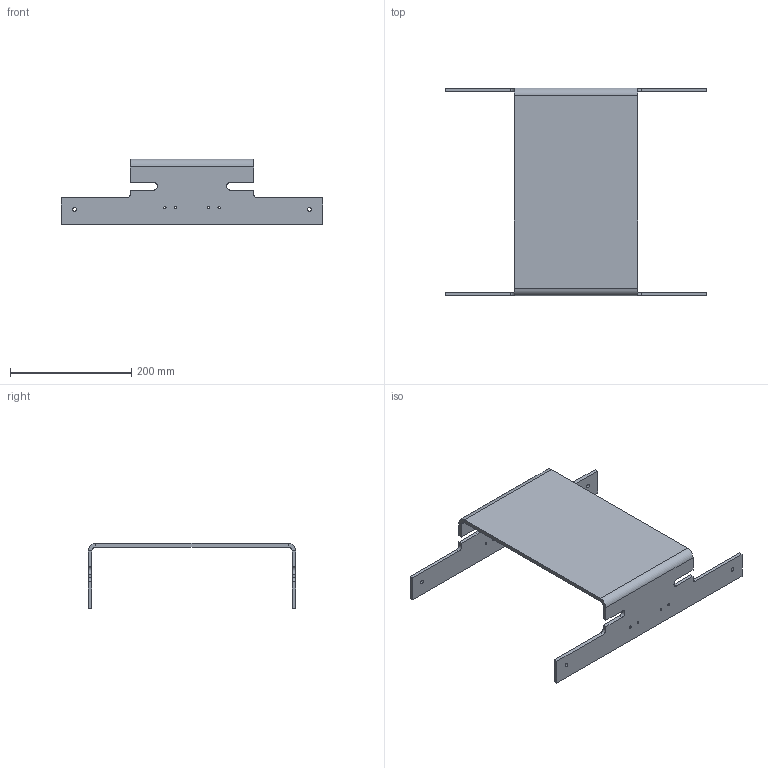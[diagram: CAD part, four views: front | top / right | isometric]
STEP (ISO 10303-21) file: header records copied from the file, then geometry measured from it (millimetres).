
FILE_DESCRIPTION(/* description */ (''),/* implementation_level */ '2;1');
FILE_NAME(/* name */ 'GE-18095.ipt.stp',/* time_stamp */ '2018-01-01T11:20:18-08:00',/* author */ ('PhillipD'),/* organization */ (''),/* preprocessor_version */ 'ST-DEVELOPER v16.13',/* originating_system */ 'Autodesk Inventor 2018',/* authorisation */ '');
FILE_SCHEMA (('AUTOMOTIVE_DESIGN { 1 0 10303 214 3 1 1 }'));
Length unit declared in the file: inch
Products named in the file (1): GE-18095
Bounding box: 431.8 x 342.9 x 107.95 mm (x, y, z)
Volume: 807925.9 mm3; surface area: 272905.7 mm2
Topology: 1 solids, 1 shells, 62 faces, 164 edges, 104 vertices
Faces by surface type: plane 38, cylinder 24
Full cylindrical faces by diameter (mm): 3.969 x8, 6.747 x4
Entity records: 1944 total; most frequent: DIRECTION 326, CARTESIAN_POINT 319, ORIENTED_EDGE 304, EDGE_CURVE 152, AXIS2_PLACEMENT_3D 111, LINE 104, VECTOR 104, VERTEX_POINT 104
